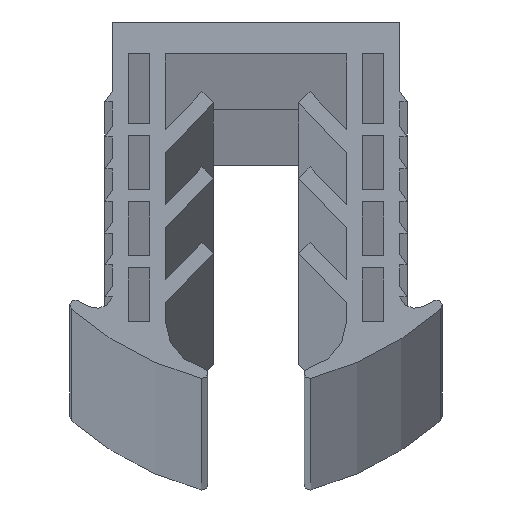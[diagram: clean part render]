
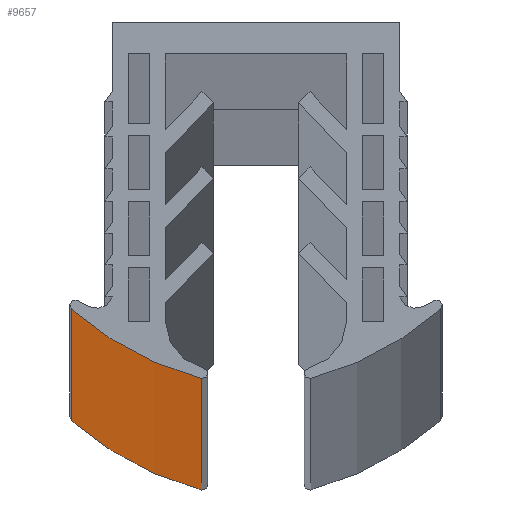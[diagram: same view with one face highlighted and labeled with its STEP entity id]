
A CAD part, top view. The second image highlights one B-rep face of the part: STEP entity #9657.
In plain terms, the highlighted cylindrical face has radius 30 mm (diameter 60 mm), a partial arc.
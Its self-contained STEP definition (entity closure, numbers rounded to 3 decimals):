
#2218 = DIRECTION ( 'NONE',  ( 1., 0., 0. ) ) ;
#2394 = EDGE_CURVE ( 'NONE', #10326, #14181, #4813, .T. ) ;
#2764 = DIRECTION ( 'NONE',  ( 0., 0., 1. ) ) ;
#3413 = CARTESIAN_POINT ( 'NONE',  ( -5.127, -33.484, 3000. ) ) ;
#3556 = CARTESIAN_POINT ( 'NONE',  ( -17.331, -26.975, -3000. ) ) ;
#3623 = AXIS2_PLACEMENT_3D ( 'NONE', #16086, #9975, #5448 ) ;
#4114 = AXIS2_PLACEMENT_3D ( 'NONE', #19083, #11338, #2218 ) ;
#4254 = EDGE_CURVE ( 'NONE', #10326, #10298, #10089, .T. ) ;
#4813 = LINE ( 'NONE', #19156, #11367 ) ;
#4842 = ORIENTED_EDGE ( 'NONE', *, *, #15458, .F. ) ;
#5448 = DIRECTION ( 'NONE',  ( -1., 0., 0. ) ) ;
#6606 = DIRECTION ( 'NONE',  ( 0., 0., -1. ) ) ;
#6723 = CIRCLE ( 'NONE', #4114, 30. ) ;
#7090 = EDGE_CURVE ( 'NONE', #14181, #12954, #6723, .T. ) ;
#9657 = ADVANCED_FACE ( 'NONE', ( #12234 ), #10287, .T. ) ;
#9975 = DIRECTION ( 'NONE',  ( 0., 0., -1. ) ) ;
#10089 = CIRCLE ( 'NONE', #19877, 30. ) ;
#10287 = CYLINDRICAL_SURFACE ( 'NONE', #3623, 30. ) ;
#10298 = VERTEX_POINT ( 'NONE', #14351 ) ;
#10326 = VERTEX_POINT ( 'NONE', #14419 ) ;
#10402 = ORIENTED_EDGE ( 'NONE', *, *, #7090, .T. ) ;
#10666 = VECTOR ( 'NONE', #17202, 1000. ) ;
#11338 = DIRECTION ( 'NONE',  ( 0., 0., 1. ) ) ;
#11367 = VECTOR ( 'NONE', #6606, 1000. ) ;
#12234 = FACE_OUTER_BOUND ( 'NONE', #18528, .T. ) ;
#12954 = VERTEX_POINT ( 'NONE', #17747 ) ;
#14181 = VERTEX_POINT ( 'NONE', #3556 ) ;
#14351 = CARTESIAN_POINT ( 'NONE',  ( -5.127, -33.484, 3000. ) ) ;
#14419 = CARTESIAN_POINT ( 'NONE',  ( -17.331, -26.975, 3000. ) ) ;
#14530 = ORIENTED_EDGE ( 'NONE', *, *, #2394, .T. ) ;
#14796 = LINE ( 'NONE', #3413, #10666 ) ;
#14964 = ORIENTED_EDGE ( 'NONE', *, *, #4254, .F. ) ;
#15006 = DIRECTION ( 'NONE',  ( 1., 0., 0. ) ) ;
#15458 = EDGE_CURVE ( 'NONE', #10298, #12954, #14796, .T. ) ;
#16086 = CARTESIAN_POINT ( 'NONE',  ( 2.509, -4.472, 3000. ) ) ;
#17202 = DIRECTION ( 'NONE',  ( 0., 0., -1. ) ) ;
#17747 = CARTESIAN_POINT ( 'NONE',  ( -5.127, -33.484, -3000. ) ) ;
#17967 = CARTESIAN_POINT ( 'NONE',  ( 2.509, -4.472, 3000. ) ) ;
#18528 = EDGE_LOOP ( 'NONE', ( #10402, #4842, #14964, #14530 ) ) ;
#19083 = CARTESIAN_POINT ( 'NONE',  ( 2.509, -4.472, -3000. ) ) ;
#19156 = CARTESIAN_POINT ( 'NONE',  ( -17.331, -26.975, 3000. ) ) ;
#19877 = AXIS2_PLACEMENT_3D ( 'NONE', #17967, #2764, #15006 ) ;
